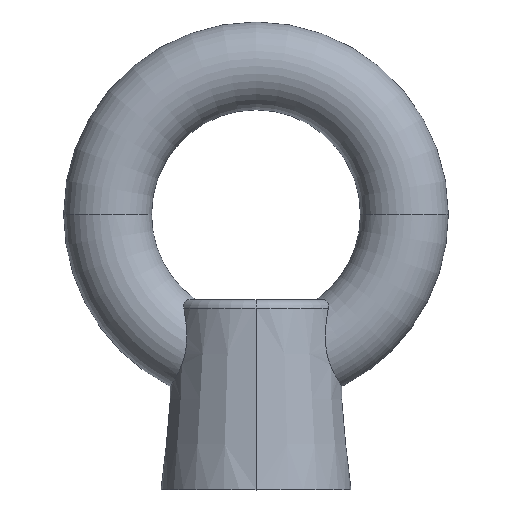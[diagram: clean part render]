
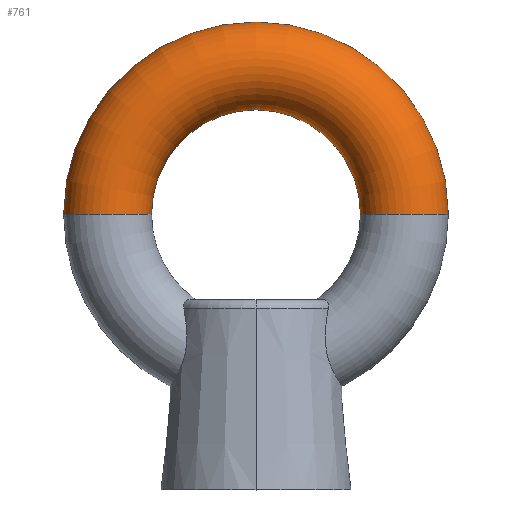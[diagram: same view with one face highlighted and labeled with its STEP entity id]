
A CAD part, top view. The second image highlights one B-rep face of the part: STEP entity #761.
In plain terms, the highlighted toroidal (fillet/blend) face has major radius 31.25 mm and minor radius 9.25 mm.
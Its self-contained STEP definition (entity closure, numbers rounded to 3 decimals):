
#5 = DIRECTION ( 'NONE',  ( -1., 0., 0. ) ) ;
#6 = DIRECTION ( 'NONE',  ( 0., 0., -1. ) ) ;
#7 = CARTESIAN_POINT ( 'NONE',  ( 0., 0., 0. ) ) ;
#22 = CARTESIAN_POINT ( 'NONE',  ( 22., 0., 0. ) ) ;
#25 = CARTESIAN_POINT ( 'NONE',  ( 40.5, 0., 0. ) ) ;
#103 = CARTESIAN_POINT ( 'NONE',  ( -40.5, 0., 0. ) ) ;
#105 = CARTESIAN_POINT ( 'NONE',  ( -22., 0., 0. ) ) ;
#136 = CIRCLE ( 'NONE', #214, 40.5 ) ;
#137 = AXIS2_PLACEMENT_3D ( 'NONE', #556, #519, #555 ) ;
#169 = AXIS2_PLACEMENT_3D ( 'NONE', #429, #654, #573 ) ;
#185 = AXIS2_PLACEMENT_3D ( 'NONE', #467, #492, #504 ) ;
#186 = TOROIDAL_SURFACE ( 'NONE', #185, 31.25, 9.25 ) ;
#211 = CIRCLE ( 'NONE', #169, 22. ) ;
#212 = AXIS2_PLACEMENT_3D ( 'NONE', #554, #552, #521 ) ;
#214 = AXIS2_PLACEMENT_3D ( 'NONE', #7, #6, #5 ) ;
#220 = CIRCLE ( 'NONE', #137, 9.25 ) ;
#222 = CIRCLE ( 'NONE', #212, 9.25 ) ;
#245 = VERTEX_POINT ( 'NONE', #25 ) ;
#276 = FACE_OUTER_BOUND ( 'NONE', #360, .T. ) ;
#285 = VERTEX_POINT ( 'NONE', #103 ) ;
#297 = VERTEX_POINT ( 'NONE', #105 ) ;
#308 = VERTEX_POINT ( 'NONE', #22 ) ;
#337 = ORIENTED_EDGE ( 'NONE', *, *, #736, .T. ) ;
#338 = ORIENTED_EDGE ( 'NONE', *, *, #721, .F. ) ;
#341 = ORIENTED_EDGE ( 'NONE', *, *, #745, .T. ) ;
#342 = ORIENTED_EDGE ( 'NONE', *, *, #744, .F. ) ;
#360 = EDGE_LOOP ( 'NONE', ( #338, #342, #337, #341 ) ) ;
#429 = CARTESIAN_POINT ( 'NONE',  ( 0., 0., 0. ) ) ;
#467 = CARTESIAN_POINT ( 'NONE',  ( 0., 0., 0. ) ) ;
#492 = DIRECTION ( 'NONE',  ( 0., 0., -1. ) ) ;
#504 = DIRECTION ( 'NONE',  ( -1., 0., 0. ) ) ;
#519 = DIRECTION ( 'NONE',  ( 0., 1., 0. ) ) ;
#521 = DIRECTION ( 'NONE',  ( 0., 0., -1. ) ) ;
#552 = DIRECTION ( 'NONE',  ( 0., -1., 0. ) ) ;
#554 = CARTESIAN_POINT ( 'NONE',  ( -31.25, 0., 0. ) ) ;
#555 = DIRECTION ( 'NONE',  ( -1., 0., 0. ) ) ;
#556 = CARTESIAN_POINT ( 'NONE',  ( 31.25, 0., 0. ) ) ;
#573 = DIRECTION ( 'NONE',  ( -1., 0., 0. ) ) ;
#654 = DIRECTION ( 'NONE',  ( 0., 0., -1. ) ) ;
#721 = EDGE_CURVE ( 'NONE', #285, #245, #136, .T. ) ;
#736 = EDGE_CURVE ( 'NONE', #297, #308, #211, .T. ) ;
#744 = EDGE_CURVE ( 'NONE', #297, #285, #222, .T. ) ;
#745 = EDGE_CURVE ( 'NONE', #308, #245, #220, .T. ) ;
#761 = ADVANCED_FACE ( 'NONE', ( #276 ), #186, .T. ) ;
